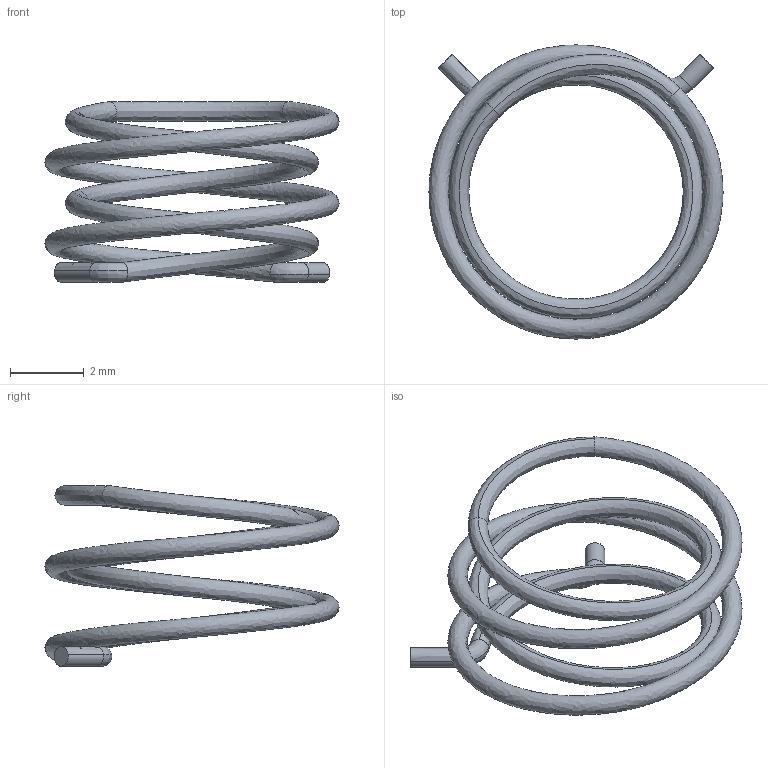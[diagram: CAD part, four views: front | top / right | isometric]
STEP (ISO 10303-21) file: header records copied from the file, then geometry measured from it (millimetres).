
FILE_DESCRIPTION (( 'STEP AP214' ), '1' );
FILE_NAME ('Kern_ (2)^Copy of STEP-WE-PD-1280-rev1 v2_DC-DC XL6009.STEP', '2023-02-25T15:48:52', ( '' ), ( '' ), 'SwSTEP 2.0', 'SolidWorks 2023', '' );
FILE_SCHEMA (( 'AUTOMOTIVE_DESIGN' ));
Length unit declared in the file: millimetre
Products named in the file (1): Kern_ (2)^Copy of STEP-WE-PD-1280-rev1 v2_DC-DC XL6009_Predeterminado
Bounding box: 7.95 x 7.95 x 4.89 mm (x, y, z)
Volume: 20.8 mm3; surface area: 158 mm2
Topology: 1 solids, 1 shells, 15 faces, 50 edges, 35 vertices
Faces by surface type: bspline 13, plane 2
Entity records: 2668 total; most frequent: CARTESIAN_POINT 2336, ORIENTED_EDGE 102, EDGE_CURVE 51, B_SPLINE_CURVE_WITH_KNOTS 36, VERTEX_POINT 36, FACE_OUTER_BOUND 15, ADVANCED_FACE 15, EDGE_LOOP 15
